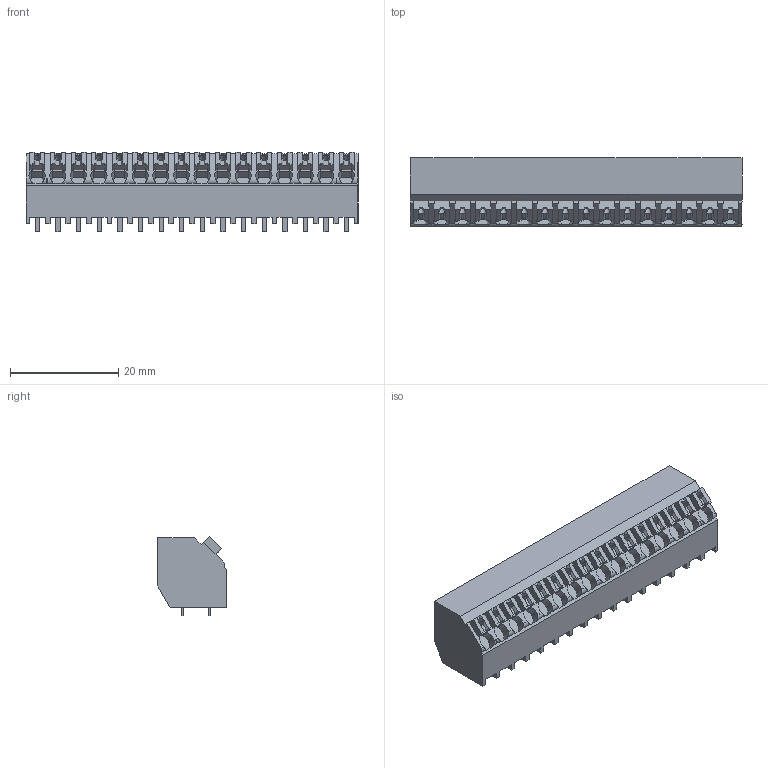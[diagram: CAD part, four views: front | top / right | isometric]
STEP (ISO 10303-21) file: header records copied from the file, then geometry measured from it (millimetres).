
FILE_DESCRIPTION(('CATIA V5 STEP Exchange','CAx-IF Rec.Pracs.--- Model Styling and Organization---1.2---2011-12-15'),'2;1');
FILE_NAME ('D1458491_0_1885560000_1885560000.stp','2018-03-20T11:16:00+00:00',('none'),('Weidmueller'),'CATIA Version 5-6 Release 2014','CATIA V5 STEP AP214','none');
FILE_SCHEMA(('AUTOMOTIVE_DESIGN { 1 0 10303 214 1 1 1 1 }'));
Length unit declared in the file: millimetre
Products named in the file (1): 1885560000
Bounding box: 61.35 x 12.7 x 14.66 mm (x, y, z)
Volume: 7014.5 mm3; surface area: 6367.2 mm2
Topology: 49 solids, 49 shells, 975 faces, 2803 edges, 1926 vertices
Faces by surface type: plane 891, cylinder 84
Entity records: 29232 total; most frequent: CARTESIAN_POINT 5784, ORIENTED_EDGE 5606, DIRECTION 3567, EDGE_CURVE 2803, VECTOR 2478, LINE 2478, VERTEX_POINT 1926, EDGE_LOOP 1007
